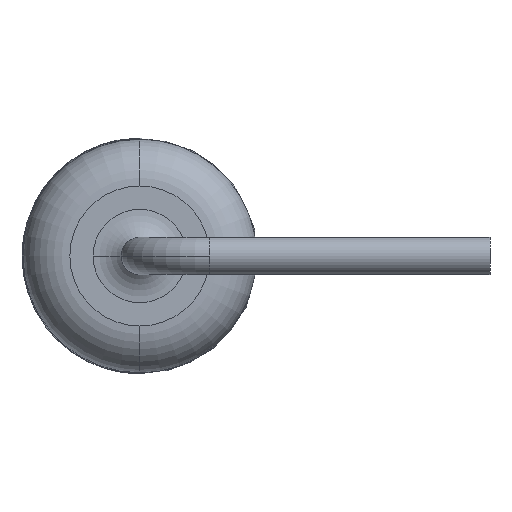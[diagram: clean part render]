
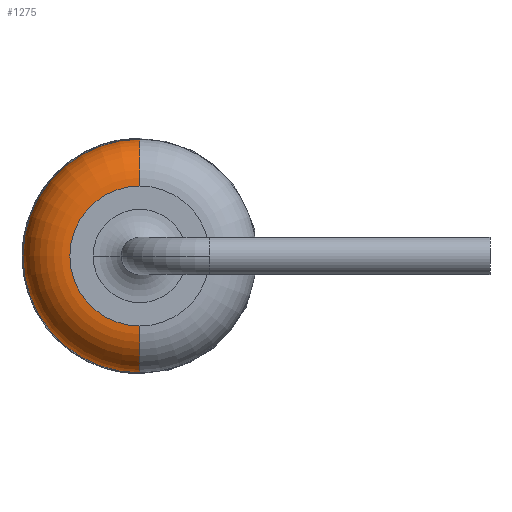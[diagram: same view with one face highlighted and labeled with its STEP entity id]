
A CAD part, left-side view. The second image highlights one B-rep face of the part: STEP entity #1275.
In plain terms, the highlighted toroidal (fillet/blend) face has major radius 1.5 mm and minor radius 1 mm.
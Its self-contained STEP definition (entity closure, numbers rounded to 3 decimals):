
#17 = AXIS2_PLACEMENT_3D ( 'NONE', #2612, #1202, #164 ) ;
#28 = DIRECTION ( 'NONE',  ( 0., 0., -1. ) ) ;
#102 = VERTEX_POINT ( 'NONE', #1727 ) ;
#133 = CIRCLE ( 'NONE', #1654, 1.5 ) ;
#153 = CARTESIAN_POINT ( 'NONE',  ( -6.5, 0., -2.5 ) ) ;
#164 = DIRECTION ( 'NONE',  ( 0., 0., -1. ) ) ;
#182 = EDGE_CURVE ( 'NONE', #102, #2033, #133, .T. ) ;
#217 = CIRCLE ( 'NONE', #2127, 1. ) ;
#239 = CARTESIAN_POINT ( 'NONE',  ( -6.5, 0., -1.5 ) ) ;
#274 = CARTESIAN_POINT ( 'NONE',  ( -7.5, 0., 0. ) ) ;
#361 = CARTESIAN_POINT ( 'NONE',  ( -6.5, 0., 0. ) ) ;
#557 = DIRECTION ( 'NONE',  ( 0., 0., -1. ) ) ;
#564 = DIRECTION ( 'NONE',  ( 0., 0., -1. ) ) ;
#596 = DIRECTION ( 'NONE',  ( 0., 1., 0. ) ) ;
#716 = DIRECTION ( 'NONE',  ( 0., -1., 0. ) ) ;
#868 = AXIS2_PLACEMENT_3D ( 'NONE', #361, #2020, #557 ) ;
#1087 = ORIENTED_EDGE ( 'NONE', *, *, #1244, .F. ) ;
#1110 = CARTESIAN_POINT ( 'NONE',  ( -7.5, 0., -1.5 ) ) ;
#1149 = ORIENTED_EDGE ( 'NONE', *, *, #182, .F. ) ;
#1202 = DIRECTION ( 'NONE',  ( 1., 0., 0. ) ) ;
#1244 = EDGE_CURVE ( 'NONE', #2033, #2036, #2561, .T. ) ;
#1275 = ADVANCED_FACE ( 'NONE', ( #1983 ), #2101, .T. ) ;
#1279 = EDGE_LOOP ( 'NONE', ( #1149, #1336, #2176, #1087 ) ) ;
#1281 = CIRCLE ( 'NONE', #868, 2.5 ) ;
#1327 = EDGE_CURVE ( 'NONE', #2036, #2564, #1281, .T. ) ;
#1336 = ORIENTED_EDGE ( 'NONE', *, *, #2527, .T. ) ;
#1399 = AXIS2_PLACEMENT_3D ( 'NONE', #239, #716, #564 ) ;
#1654 = AXIS2_PLACEMENT_3D ( 'NONE', #274, #2513, #28 ) ;
#1727 = CARTESIAN_POINT ( 'NONE',  ( -7.5, 0., 1.5 ) ) ;
#1983 = FACE_OUTER_BOUND ( 'NONE', #1279, .T. ) ;
#2020 = DIRECTION ( 'NONE',  ( 1., 0., 0. ) ) ;
#2033 = VERTEX_POINT ( 'NONE', #1110 ) ;
#2036 = VERTEX_POINT ( 'NONE', #153 ) ;
#2101 = TOROIDAL_SURFACE ( 'NONE', #17, 1.5, 1. ) ;
#2127 = AXIS2_PLACEMENT_3D ( 'NONE', #2627, #596, #2221 ) ;
#2176 = ORIENTED_EDGE ( 'NONE', *, *, #1327, .F. ) ;
#2221 = DIRECTION ( 'NONE',  ( 0., 0., 1. ) ) ;
#2433 = CARTESIAN_POINT ( 'NONE',  ( -6.5, 0., 2.5 ) ) ;
#2513 = DIRECTION ( 'NONE',  ( -1., 0., 0. ) ) ;
#2527 = EDGE_CURVE ( 'NONE', #102, #2564, #217, .T. ) ;
#2561 = CIRCLE ( 'NONE', #1399, 1. ) ;
#2564 = VERTEX_POINT ( 'NONE', #2433 ) ;
#2612 = CARTESIAN_POINT ( 'NONE',  ( -6.5, 0., 0. ) ) ;
#2627 = CARTESIAN_POINT ( 'NONE',  ( -6.5, 0., 1.5 ) ) ;
